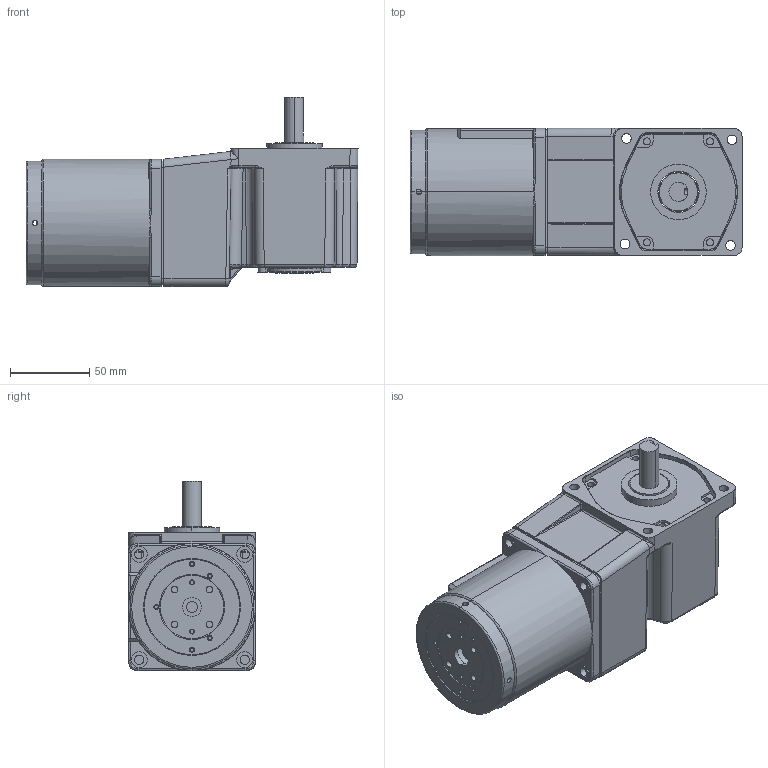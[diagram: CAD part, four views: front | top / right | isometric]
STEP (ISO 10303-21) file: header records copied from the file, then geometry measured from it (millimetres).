
FILE_DESCRIPTION (( 'STEP AP203' ), '1' );
FILE_NAME ('4IK25GN-C+RT眊极.STEP', '2022-08-25T03:02:25', ( '' ), ( 'Microsoft' ), 'SwSTEP 2.0', 'SolidWorks 2020', '' );
FILE_SCHEMA (( 'CONFIG_CONTROL_DESIGN' ));
Length unit declared in the file: millimetre
Products named in the file (1): 4IK25GN-C+RT眊极
Bounding box: 209 x 80 x 119 mm (x, y, z)
Surface area: 92073.1 mm2 (no closed solid volume)
Topology: 0 solids, 13 shells, 432 faces, 1171 edges, 732 vertices
Faces by surface type: cylinder 215, plane 97, bspline 74, cone 34, torus 12
Entity records: 17264 total; most frequent: CARTESIAN_POINT 6883, DIRECTION 2125, ORIENTED_EDGE 2085, EDGE_CURVE 1149, AXIS2_PLACEMENT_3D 829, VERTEX_POINT 732, EDGE_LOOP 490, CIRCLE 470
